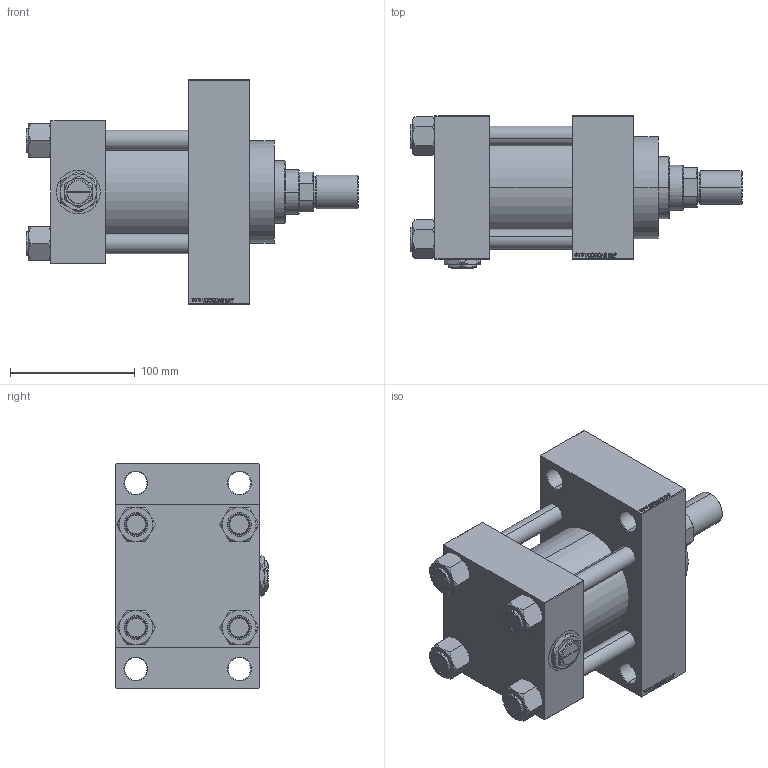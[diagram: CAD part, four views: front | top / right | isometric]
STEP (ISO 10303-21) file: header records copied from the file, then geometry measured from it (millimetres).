
FILE_DESCRIPTION (( 'STEP AP203' ), '1' );
FILE_NAME ('f321.STEP', '2023-12-11T09:05:41', ( '' ), ( '' ), 'SwSTEP 2.0', 'SolidWorks 2019', '' );
FILE_SCHEMA (( 'CONFIG_CONTROL_DESIGN' ));
Length unit declared in the file: millimetre
Products named in the file (8): V215_VC_A 2283d9e95ad51be1eacb5a4f4643090b; V215CR_VCP_D 2283d9e95ad51be1eacb5a4f4643090b; V215CR_D_Body 2283d9e95ad51be1eacb5a4f4643090b; V215CR_D_TYCINKA 2283d9e95ad51be1eacb5a4f4643090b; ROD_END_AH 2283d9e95ad51be1eacb5a4f4643090b; Zatka_pro_OIL_PORT 2283d9e95ad51be1eacb5a4f4643090b; NUT_M5_D 2283d9e95ad51be1eacb5a4f4643090b; f321
Assembly tree (13 placements, depth 2):
  f321
    V215CR_D_Body 2283d9e95ad51be1eacb5a4f4643090b
    V215CR_VCP_D 2283d9e95ad51be1eacb5a4f4643090b
    NUT_M5_D 2283d9e95ad51be1eacb5a4f4643090b  x4
    V215CR_D_TYCINKA 2283d9e95ad51be1eacb5a4f4643090b  x4
    V215_VC_A 2283d9e95ad51be1eacb5a4f4643090b
    ROD_END_AH 2283d9e95ad51be1eacb5a4f4643090b
    Zatka_pro_OIL_PORT 2283d9e95ad51be1eacb5a4f4643090b
Bounding box: 266 x 122 x 180 mm (x, y, z)
Volume: 1996503.6 mm3; surface area: 304500.1 mm2
Topology: 13 solids, 13 shells, 1218 faces, 3050 edges, 1974 vertices
Faces by surface type: plane 573, bspline 368, cone 168, cylinder 99, torus 10
Entity records: 49932 total; most frequent: CARTESIAN_POINT 25797, ORIENTED_EDGE 5364, DIRECTION 3566, EDGE_CURVE 2682, VERTEX_POINT 1752, LINE 1572, VECTOR 1572, EDGE_LOOP 1200
